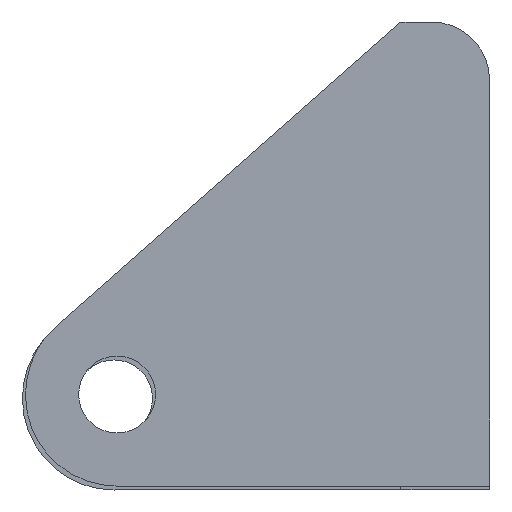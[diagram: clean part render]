
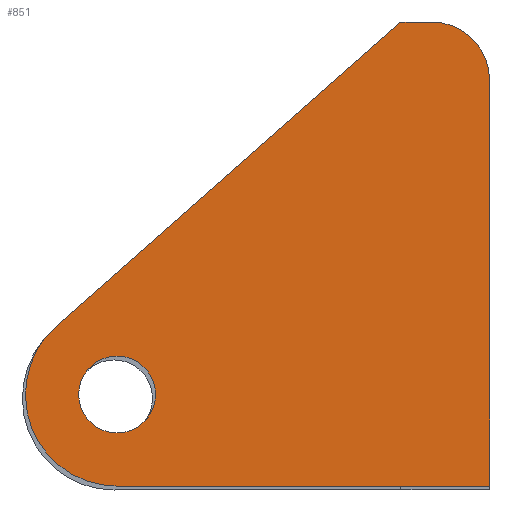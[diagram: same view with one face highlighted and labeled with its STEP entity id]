
A CAD part, left-side view. The second image highlights one B-rep face of the part: STEP entity #851.
In plain terms, the highlighted planar face has unit normal (-1, 0, 0).
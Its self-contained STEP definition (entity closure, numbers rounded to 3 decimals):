
#20 = ORIENTED_EDGE ( 'NONE', *, *, #516, .F. ) ;
#21 = CARTESIAN_POINT ( 'NONE',  ( -35.803, 7.62, 19.782 ) ) ;
#29 = VERTEX_POINT ( 'NONE', #304 ) ;
#48 = PLANE ( 'NONE',  #580 ) ;
#53 = DIRECTION ( 'NONE',  ( 0., 0., -1. ) ) ;
#60 = CIRCLE ( 'NONE', #143, 3.302 ) ;
#63 = CARTESIAN_POINT ( 'NONE',  ( -35.803, 0., 14.782 ) ) ;
#75 = CARTESIAN_POINT ( 'NONE',  ( -35.803, 32.004, -8.92 ) ) ;
#84 = DIRECTION ( 'NONE',  ( 0., 0., 1. ) ) ;
#104 = EDGE_CURVE ( 'NONE', #431, #254, #60, .T. ) ;
#105 = DIRECTION ( 'NONE',  ( 0., -1., 0. ) ) ;
#122 = ORIENTED_EDGE ( 'NONE', *, *, #655, .T. ) ;
#143 = AXIS2_PLACEMENT_3D ( 'NONE', #306, #385, #890 ) ;
#149 = DIRECTION ( 'NONE',  ( -1., 0., 0. ) ) ;
#153 = DIRECTION ( 'NONE',  ( 0., 0., -1. ) ) ;
#164 = CARTESIAN_POINT ( 'NONE',  ( -35.803, 32.004, -12.222 ) ) ;
#202 = CARTESIAN_POINT ( 'NONE',  ( -35.803, 7.62, -20.096 ) ) ;
#206 = ORIENTED_EDGE ( 'NONE', *, *, #408, .T. ) ;
#234 = DIRECTION ( 'NONE',  ( 0., 0., -1. ) ) ;
#242 = AXIS2_PLACEMENT_3D ( 'NONE', #164, #436, #84 ) ;
#244 = ORIENTED_EDGE ( 'NONE', *, *, #626, .F. ) ;
#254 = VERTEX_POINT ( 'NONE', #420 ) ;
#268 = VERTEX_POINT ( 'NONE', #63 ) ;
#304 = CARTESIAN_POINT ( 'NONE',  ( -35.803, 37.244, -6.345 ) ) ;
#306 = CARTESIAN_POINT ( 'NONE',  ( -35.803, 32.004, -12.222 ) ) ;
#315 = EDGE_LOOP ( 'NONE', ( #669, #20 ) ) ;
#343 = LINE ( 'NONE', #644, #386 ) ;
#350 = EDGE_CURVE ( 'NONE', #268, #534, #731, .T. ) ;
#352 = ORIENTED_EDGE ( 'NONE', *, *, #860, .T. ) ;
#354 = LINE ( 'NONE', #367, #661 ) ;
#358 = DIRECTION ( 'NONE',  ( 0., 0.75, -0.661 ) ) ;
#367 = CARTESIAN_POINT ( 'NONE',  ( -35.803, 7.62, 19.782 ) ) ;
#385 = DIRECTION ( 'NONE',  ( -1., 0., 0. ) ) ;
#386 = VECTOR ( 'NONE', #358, 1000. ) ;
#390 = CARTESIAN_POINT ( 'NONE',  ( -35.803, 32.004, -20.096 ) ) ;
#408 = EDGE_CURVE ( 'NONE', #547, #29, #343, .T. ) ;
#420 = CARTESIAN_POINT ( 'NONE',  ( -35.803, 32.004, -15.524 ) ) ;
#431 = VERTEX_POINT ( 'NONE', #75 ) ;
#436 = DIRECTION ( 'NONE',  ( -1., 0., 0. ) ) ;
#439 = DIRECTION ( 'NONE',  ( -1., 0., 0. ) ) ;
#449 = VECTOR ( 'NONE', #475, 1000. ) ;
#452 = CARTESIAN_POINT ( 'NONE',  ( -35.803, 32.004, -12.222 ) ) ;
#466 = VECTOR ( 'NONE', #760, 1000. ) ;
#471 = LINE ( 'NONE', #695, #449 ) ;
#475 = DIRECTION ( 'NONE',  ( 0., -1., 0. ) ) ;
#507 = EDGE_CURVE ( 'NONE', #29, #737, #896, .T. ) ;
#516 = EDGE_CURVE ( 'NONE', #254, #431, #662, .T. ) ;
#525 = FACE_BOUND ( 'NONE', #315, .T. ) ;
#531 = CARTESIAN_POINT ( 'NONE',  ( -35.803, 0., -20.096 ) ) ;
#534 = VERTEX_POINT ( 'NONE', #801 ) ;
#547 = VERTEX_POINT ( 'NONE', #21 ) ;
#568 = VERTEX_POINT ( 'NONE', #597 ) ;
#580 = AXIS2_PLACEMENT_3D ( 'NONE', #202, #901, #53 ) ;
#597 = CARTESIAN_POINT ( 'NONE',  ( -35.803, 0., -20.096 ) ) ;
#599 = AXIS2_PLACEMENT_3D ( 'NONE', #452, #439, #234 ) ;
#626 = EDGE_CURVE ( 'NONE', #547, #534, #354, .T. ) ;
#643 = ORIENTED_EDGE ( 'NONE', *, *, #507, .T. ) ;
#644 = CARTESIAN_POINT ( 'NONE',  ( -35.803, 37.244, -6.345 ) ) ;
#655 = EDGE_CURVE ( 'NONE', #568, #268, #894, .T. ) ;
#661 = VECTOR ( 'NONE', #105, 1000. ) ;
#662 = CIRCLE ( 'NONE', #242, 3.302 ) ;
#669 = ORIENTED_EDGE ( 'NONE', *, *, #104, .F. ) ;
#695 = CARTESIAN_POINT ( 'NONE',  ( -35.803, 7.62, -20.096 ) ) ;
#725 = AXIS2_PLACEMENT_3D ( 'NONE', #788, #149, #153 ) ;
#731 = CIRCLE ( 'NONE', #725, 5. ) ;
#737 = VERTEX_POINT ( 'NONE', #390 ) ;
#760 = DIRECTION ( 'NONE',  ( 0., 0., 1. ) ) ;
#784 = ORIENTED_EDGE ( 'NONE', *, *, #350, .T. ) ;
#786 = EDGE_LOOP ( 'NONE', ( #122, #784, #244, #206, #643, #352 ) ) ;
#788 = CARTESIAN_POINT ( 'NONE',  ( -35.803, 5., 14.782 ) ) ;
#801 = CARTESIAN_POINT ( 'NONE',  ( -35.803, 5., 19.782 ) ) ;
#851 = ADVANCED_FACE ( 'NONE', ( #525, #866 ), #48, .F. ) ;
#860 = EDGE_CURVE ( 'NONE', #737, #568, #471, .T. ) ;
#866 = FACE_OUTER_BOUND ( 'NONE', #786, .T. ) ;
#890 = DIRECTION ( 'NONE',  ( 0., 0., 1. ) ) ;
#894 = LINE ( 'NONE', #531, #466 ) ;
#896 = CIRCLE ( 'NONE', #599, 7.874 ) ;
#901 = DIRECTION ( 'NONE',  ( 1., 0., 0. ) ) ;
